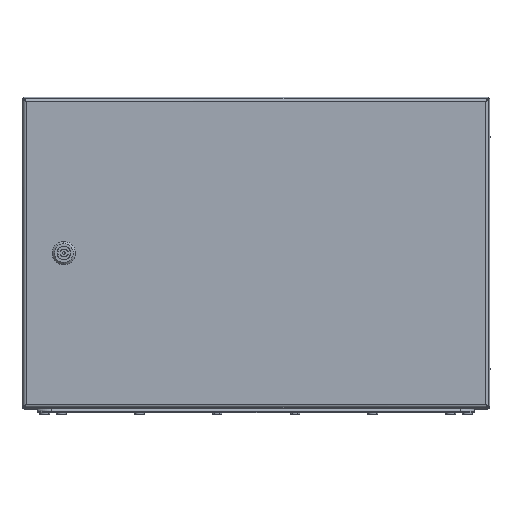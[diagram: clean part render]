
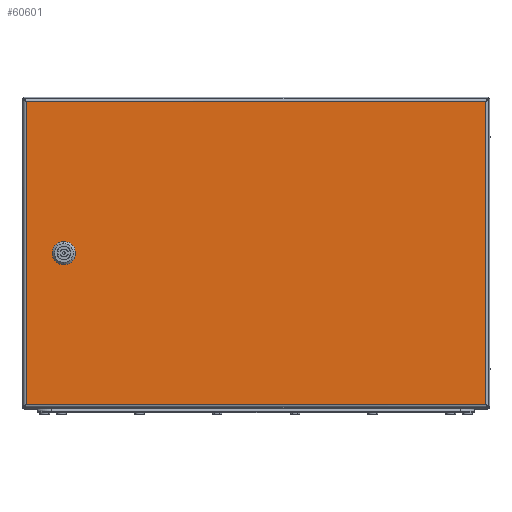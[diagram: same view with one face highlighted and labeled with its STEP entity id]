
A CAD part, top view. The second image highlights one B-rep face of the part: STEP entity #60601.
In plain terms, the highlighted planar face has unit normal (0, 0, 1).
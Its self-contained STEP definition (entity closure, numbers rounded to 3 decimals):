
#2439 = CARTESIAN_POINT ( 'NONE',  ( -246.5, 0., 0. ) ) ;
#2876 = CIRCLE ( 'NONE', #47595, 11.25 ) ;
#3401 = AXIS2_PLACEMENT_3D ( 'NONE', #109149, #20772, #55561 ) ;
#4954 = DIRECTION ( 'NONE',  ( 0., 0., 1. ) ) ;
#5682 = CARTESIAN_POINT ( 'NONE',  ( -256.5, 5.154, 0. ) ) ;
#6263 = CARTESIAN_POINT ( 'NONE',  ( -251.654, 10., 0. ) ) ;
#7638 = ORIENTED_EDGE ( 'NONE', *, *, #107581, .F. ) ;
#8668 = ORIENTED_EDGE ( 'NONE', *, *, #107181, .F. ) ;
#11461 = CARTESIAN_POINT ( 'NONE',  ( -251.654, -10., 0. ) ) ;
#11819 = DIRECTION ( 'NONE',  ( 0., 0., 1. ) ) ;
#14168 = CARTESIAN_POINT ( 'NONE',  ( -236.5, 5.154, 0. ) ) ;
#18286 = CARTESIAN_POINT ( 'NONE',  ( -295.1, -194.6, 0. ) ) ;
#19239 = DIRECTION ( 'NONE',  ( 0., 0., 1. ) ) ;
#20412 = PLANE ( 'NONE',  #3401 ) ;
#20772 = DIRECTION ( 'NONE',  ( 0., 0., 1. ) ) ;
#21027 = VERTEX_POINT ( 'NONE', #56923 ) ;
#21389 = DIRECTION ( 'NONE',  ( -1., 0., 0. ) ) ;
#21649 = CARTESIAN_POINT ( 'NONE',  ( -236.5, 5.154, 0. ) ) ;
#23279 = VERTEX_POINT ( 'NONE', #92942 ) ;
#24849 = LINE ( 'NONE', #14168, #45802 ) ;
#25666 = EDGE_CURVE ( 'NONE', #23279, #57478, #2876, .T. ) ;
#25934 = CIRCLE ( 'NONE', #58735, 11.25 ) ;
#26828 = LINE ( 'NONE', #65588, #70304 ) ;
#26988 = DIRECTION ( 'NONE',  ( 0., -1., 0. ) ) ;
#31511 = AXIS2_PLACEMENT_3D ( 'NONE', #2439, #11819, #99693 ) ;
#33054 = DIRECTION ( 'NONE',  ( 0., -1., 0. ) ) ;
#33778 = ORIENTED_EDGE ( 'NONE', *, *, #81789, .F. ) ;
#34706 = VECTOR ( 'NONE', #33054, 1000. ) ;
#34805 = VERTEX_POINT ( 'NONE', #45890 ) ;
#36474 = CARTESIAN_POINT ( 'NONE',  ( -246.5, 0., 0. ) ) ;
#39331 = LINE ( 'NONE', #105539, #56126 ) ;
#40465 = DIRECTION ( 'NONE',  ( 1., 0., 0. ) ) ;
#40803 = ORIENTED_EDGE ( 'NONE', *, *, #99658, .F. ) ;
#44740 = CARTESIAN_POINT ( 'NONE',  ( 295.1, -194.6, 0. ) ) ;
#45802 = VECTOR ( 'NONE', #94616, 1000. ) ;
#45890 = CARTESIAN_POINT ( 'NONE',  ( -236.5, -5.154, 0. ) ) ;
#47032 = DIRECTION ( 'NONE',  ( 0., 1., 0. ) ) ;
#47246 = DIRECTION ( 'NONE',  ( 1., 0., 0. ) ) ;
#47595 = AXIS2_PLACEMENT_3D ( 'NONE', #99565, #82012, #47246 ) ;
#48893 = LINE ( 'NONE', #108816, #103371 ) ;
#51204 = DIRECTION ( 'NONE',  ( 1., 0., 0. ) ) ;
#52059 = VERTEX_POINT ( 'NONE', #18286 ) ;
#52381 = EDGE_CURVE ( 'NONE', #57478, #21027, #58441, .T. ) ;
#53210 = EDGE_CURVE ( 'NONE', #34805, #109878, #24849, .T. ) ;
#54009 = VERTEX_POINT ( 'NONE', #11461 ) ;
#55561 = DIRECTION ( 'NONE',  ( 1., 0., 0. ) ) ;
#56126 = VECTOR ( 'NONE', #51204, 1000. ) ;
#56809 = LINE ( 'NONE', #95092, #88968 ) ;
#56923 = CARTESIAN_POINT ( 'NONE',  ( -256.5, -5.154, 0. ) ) ;
#57478 = VERTEX_POINT ( 'NONE', #66976 ) ;
#58441 = LINE ( 'NONE', #5682, #34706 ) ;
#58520 = CARTESIAN_POINT ( 'NONE',  ( -246.5, 0., 0. ) ) ;
#58735 = AXIS2_PLACEMENT_3D ( 'NONE', #58520, #4954, #77670 ) ;
#59119 = VECTOR ( 'NONE', #26988, 1000. ) ;
#60601 = ADVANCED_FACE ( 'NONE', ( #86928, #61831 ), #20412, .T. ) ;
#61806 = CIRCLE ( 'NONE', #31511, 11.25 ) ;
#61831 = FACE_OUTER_BOUND ( 'NONE', #107440, .T. ) ;
#64272 = EDGE_CURVE ( 'NONE', #93047, #104756, #26828, .T. ) ;
#64618 = CIRCLE ( 'NONE', #107537, 11.25 ) ;
#65588 = CARTESIAN_POINT ( 'NONE',  ( 296.746, 194.6, 0. ) ) ;
#66976 = CARTESIAN_POINT ( 'NONE',  ( -256.5, 5.154, 0. ) ) ;
#68396 = ORIENTED_EDGE ( 'NONE', *, *, #74820, .F. ) ;
#70021 = DIRECTION ( 'NONE',  ( -1., 0., 0. ) ) ;
#70304 = VECTOR ( 'NONE', #21389, 1000. ) ;
#70435 = CARTESIAN_POINT ( 'NONE',  ( -241.346, -10., 0. ) ) ;
#73892 = ORIENTED_EDGE ( 'NONE', *, *, #83496, .T. ) ;
#74820 = EDGE_CURVE ( 'NONE', #96637, #34805, #25934, .T. ) ;
#75967 = ORIENTED_EDGE ( 'NONE', *, *, #64272, .T. ) ;
#77670 = DIRECTION ( 'NONE',  ( 1., 0., 0. ) ) ;
#78634 = VERTEX_POINT ( 'NONE', #92725 ) ;
#78725 = ORIENTED_EDGE ( 'NONE', *, *, #52381, .F. ) ;
#81204 = CARTESIAN_POINT ( 'NONE',  ( 295.1, 194.6, 0. ) ) ;
#81789 = EDGE_CURVE ( 'NONE', #78634, #23279, #98269, .T. ) ;
#82012 = DIRECTION ( 'NONE',  ( 0., 0., 1. ) ) ;
#83496 = EDGE_CURVE ( 'NONE', #104756, #52059, #96838, .T. ) ;
#86867 = EDGE_CURVE ( 'NONE', #114829, #93047, #48893, .T. ) ;
#86928 = FACE_BOUND ( 'NONE', #110301, .T. ) ;
#87955 = CARTESIAN_POINT ( 'NONE',  ( -295.1, 196.246, 0. ) ) ;
#88577 = VECTOR ( 'NONE', #70021, 1000. ) ;
#88968 = VECTOR ( 'NONE', #40465, 1000. ) ;
#92725 = CARTESIAN_POINT ( 'NONE',  ( -241.346, 10., 0. ) ) ;
#92942 = CARTESIAN_POINT ( 'NONE',  ( -251.654, 10., 0. ) ) ;
#93047 = VERTEX_POINT ( 'NONE', #81204 ) ;
#94616 = DIRECTION ( 'NONE',  ( 0., 1., 0. ) ) ;
#95092 = CARTESIAN_POINT ( 'NONE',  ( -296.746, -194.6, 0. ) ) ;
#96170 = CARTESIAN_POINT ( 'NONE',  ( -295.1, 194.6, 0. ) ) ;
#96637 = VERTEX_POINT ( 'NONE', #70435 ) ;
#96838 = LINE ( 'NONE', #87955, #59119 ) ;
#97631 = ORIENTED_EDGE ( 'NONE', *, *, #25666, .F. ) ;
#98269 = LINE ( 'NONE', #6263, #88577 ) ;
#99565 = CARTESIAN_POINT ( 'NONE',  ( -246.5, 0., 0. ) ) ;
#99658 = EDGE_CURVE ( 'NONE', #21027, #54009, #61806, .T. ) ;
#99693 = DIRECTION ( 'NONE',  ( 1., 0., 0. ) ) ;
#100862 = ORIENTED_EDGE ( 'NONE', *, *, #112635, .T. ) ;
#103371 = VECTOR ( 'NONE', #47032, 1000. ) ;
#104756 = VERTEX_POINT ( 'NONE', #96170 ) ;
#105539 = CARTESIAN_POINT ( 'NONE',  ( -251.654, -10., 0. ) ) ;
#105659 = ORIENTED_EDGE ( 'NONE', *, *, #86867, .T. ) ;
#107181 = EDGE_CURVE ( 'NONE', #109878, #78634, #64618, .T. ) ;
#107440 = EDGE_LOOP ( 'NONE', ( #75967, #73892, #100862, #105659 ) ) ;
#107537 = AXIS2_PLACEMENT_3D ( 'NONE', #36474, #19239, #109153 ) ;
#107581 = EDGE_CURVE ( 'NONE', #54009, #96637, #39331, .T. ) ;
#108816 = CARTESIAN_POINT ( 'NONE',  ( 295.1, -196.246, 0. ) ) ;
#109149 = CARTESIAN_POINT ( 'NONE',  ( 0., 0., 0. ) ) ;
#109153 = DIRECTION ( 'NONE',  ( 1., 0., 0. ) ) ;
#109878 = VERTEX_POINT ( 'NONE', #21649 ) ;
#110301 = EDGE_LOOP ( 'NONE', ( #97631, #33778, #8668, #111788, #68396, #7638, #40803, #78725 ) ) ;
#111788 = ORIENTED_EDGE ( 'NONE', *, *, #53210, .F. ) ;
#112635 = EDGE_CURVE ( 'NONE', #52059, #114829, #56809, .T. ) ;
#114829 = VERTEX_POINT ( 'NONE', #44740 ) ;
